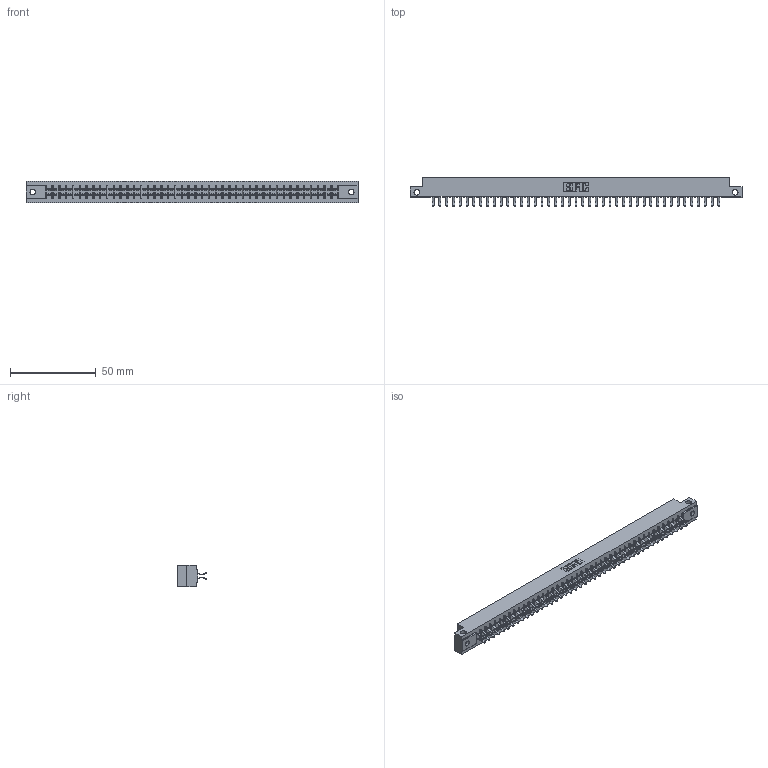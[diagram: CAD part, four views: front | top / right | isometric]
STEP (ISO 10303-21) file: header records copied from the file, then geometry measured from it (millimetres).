
FILE_DESCRIPTION (( 'STEP AP203' ), '1' );
FILE_NAME ('305-086-556-212.STEP', '2020-09-20T01:36:17', ( '' ), ( '' ), 'SwSTEP 2.0', 'SolidWorks 2020', '' );
FILE_SCHEMA (( 'CONFIG_CONTROL_DESIGN' ));
Length unit declared in the file: inch
Products named in the file (3): 305 Part_.128 Dia; 305-290-001_556; 305-086-556-212
Assembly tree (87 placements, depth 2):
  305-086-556-212
    305 Part_.128 Dia
    305-290-001_556  x86
Bounding box: 193.4 x 16.64 x 12.7 mm (x, y, z)
Volume: 1133.1 mm3; surface area: 25493.9 mm2
Topology: 86 solids, 87 shells, 4944 faces, 14241 edges, 9257 vertices
Faces by surface type: plane 2734, cylinder 2038, sphere 172
Entity records: 47064 total; most frequent: CARTESIAN_POINT 7839, ORIENTED_EDGE 7738, DIRECTION 7525, EDGE_CURVE 3869, LINE 3109, VECTOR 3109, VERTEX_POINT 2458, AXIS2_PLACEMENT_3D 2208
